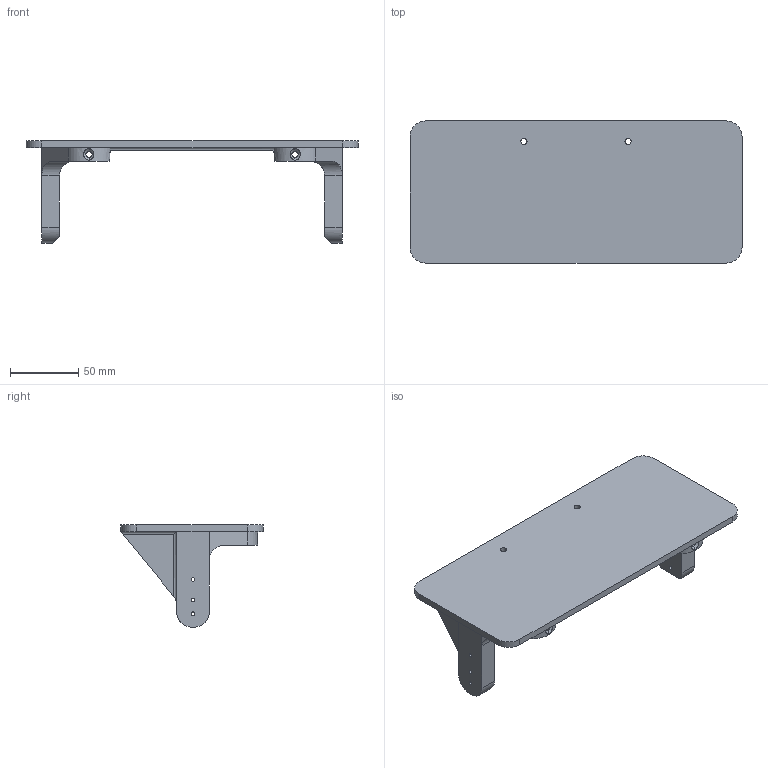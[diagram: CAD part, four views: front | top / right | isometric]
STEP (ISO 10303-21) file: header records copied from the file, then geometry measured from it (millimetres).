
FILE_DESCRIPTION (( 'STEP AP203' ), '1' );
FILE_NAME ('faceplate standard.STEP', '2024-03-02T00:18:59', ( '' ), ( '' ), 'SwSTEP 2.0', 'SolidWorks 2018', '' );
FILE_SCHEMA (( 'CONFIG_CONTROL_DESIGN' ));
Length unit declared in the file: millimetre
Products named in the file (1): faceplate standard
Bounding box: 243 x 104 x 74.9 mm (x, y, z)
Volume: 194033.9 mm3; surface area: 71153.2 mm2
Topology: 1 solids, 1 shells, 129 faces, 343 edges, 214 vertices
Faces by surface type: cylinder 71, plane 36, torus 12, cone 8, bspline 2
Entity records: 4578 total; most frequent: CARTESIAN_POINT 1312, ORIENTED_EDGE 682, DIRECTION 663, EDGE_CURVE 341, AXIS2_PLACEMENT_3D 251, VERTEX_POINT 214, LINE 161, VECTOR 161
